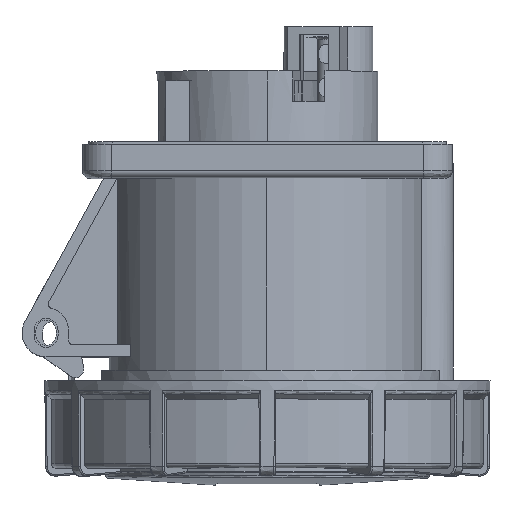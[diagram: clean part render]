
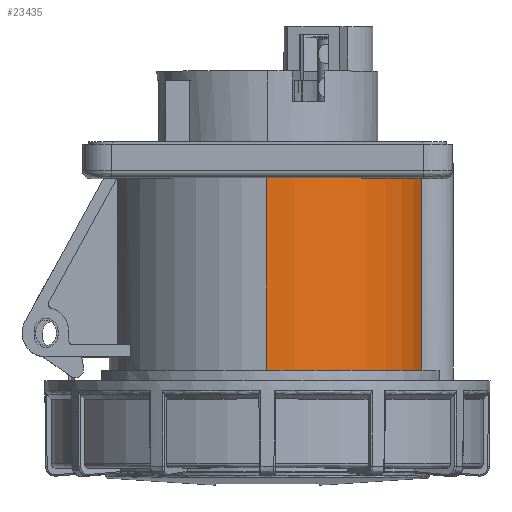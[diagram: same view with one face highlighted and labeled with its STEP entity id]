
A CAD part, top view. The second image highlights one B-rep face of the part: STEP entity #23435.
In plain terms, the highlighted cylindrical face has radius 32.825 mm (diameter 65.65 mm), a partial arc.
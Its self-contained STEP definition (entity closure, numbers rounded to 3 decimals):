
#266 = VERTEX_POINT ( 'NONE', #9864 ) ;
#1070 = DIRECTION ( 'NONE',  ( 0., 1., 0. ) ) ;
#2272 = DIRECTION ( 'NONE',  ( 0., 0., 1. ) ) ;
#3470 = DIRECTION ( 'NONE',  ( 0., 1., 0. ) ) ;
#4380 = CARTESIAN_POINT ( 'NONE',  ( -0.125, 50.8, 0. ) ) ;
#5427 = CARTESIAN_POINT ( 'NONE',  ( -0.125, 0., 0. ) ) ;
#5898 = CARTESIAN_POINT ( 'NONE',  ( -0.125, 0., 32.825 ) ) ;
#6178 = VERTEX_POINT ( 'NONE', #18496 ) ;
#6327 = VERTEX_POINT ( 'NONE', #18039 ) ;
#6335 = AXIS2_PLACEMENT_3D ( 'NONE', #6657, #20955, #19114 ) ;
#6657 = CARTESIAN_POINT ( 'NONE',  ( -0.125, 10.8, 0. ) ) ;
#6804 = ORIENTED_EDGE ( 'NONE', *, *, #9234, .T. ) ;
#7676 = DIRECTION ( 'NONE',  ( 0., 0., 1. ) ) ;
#8833 = EDGE_LOOP ( 'NONE', ( #11532, #8890, #9142, #6804 ) ) ;
#8890 = ORIENTED_EDGE ( 'NONE', *, *, #11448, .T. ) ;
#9057 = EDGE_CURVE ( 'NONE', #6327, #266, #23774, .T. ) ;
#9142 = ORIENTED_EDGE ( 'NONE', *, *, #9057, .T. ) ;
#9234 = EDGE_CURVE ( 'NONE', #266, #22452, #11337, .T. ) ;
#9864 = CARTESIAN_POINT ( 'NONE',  ( 32.036, 50.8, 6.569 ) ) ;
#11337 = CIRCLE ( 'NONE', #24885, 32.825 ) ;
#11448 = EDGE_CURVE ( 'NONE', #6178, #6327, #18609, .T. ) ;
#11532 = ORIENTED_EDGE ( 'NONE', *, *, #20400, .F. ) ;
#12485 = DIRECTION ( 'NONE',  ( 0., -1., 0. ) ) ;
#12607 = VECTOR ( 'NONE', #3470, 1000. ) ;
#15980 = LINE ( 'NONE', #5898, #21025 ) ;
#17802 = CARTESIAN_POINT ( 'NONE',  ( 32.036, 0., 6.569 ) ) ;
#18039 = CARTESIAN_POINT ( 'NONE',  ( 32.036, 10.8, 6.569 ) ) ;
#18496 = CARTESIAN_POINT ( 'NONE',  ( -0.125, 10.8, 32.825 ) ) ;
#18609 = CIRCLE ( 'NONE', #6335, 32.825 ) ;
#19114 = DIRECTION ( 'NONE',  ( 0., 0., 1. ) ) ;
#19690 = DIRECTION ( 'NONE',  ( 0., 1., 0. ) ) ;
#20400 = EDGE_CURVE ( 'NONE', #6178, #22452, #15980, .T. ) ;
#20955 = DIRECTION ( 'NONE',  ( 0., 1., 0. ) ) ;
#21025 = VECTOR ( 'NONE', #19690, 1000. ) ;
#22452 = VERTEX_POINT ( 'NONE', #22454 ) ;
#22454 = CARTESIAN_POINT ( 'NONE',  ( -0.125, 50.8, 32.825 ) ) ;
#23435 = ADVANCED_FACE ( 'NONE', ( #25454 ), #25833, .T. ) ;
#23774 = LINE ( 'NONE', #17802, #12607 ) ;
#24885 = AXIS2_PLACEMENT_3D ( 'NONE', #4380, #12485, #2272 ) ;
#24959 = AXIS2_PLACEMENT_3D ( 'NONE', #5427, #1070, #7676 ) ;
#25454 = FACE_OUTER_BOUND ( 'NONE', #8833, .T. ) ;
#25833 = CYLINDRICAL_SURFACE ( 'NONE', #24959, 32.825 ) ;
